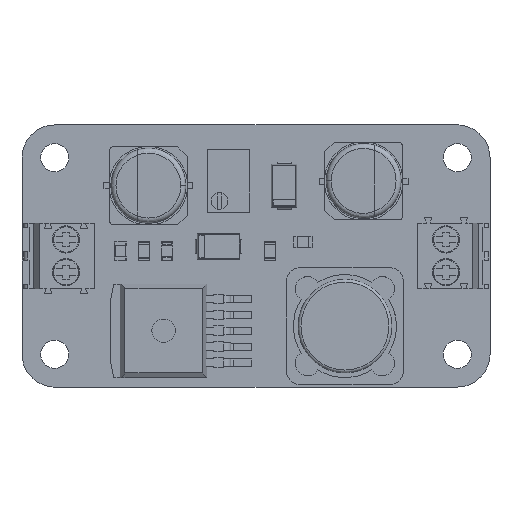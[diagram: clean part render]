
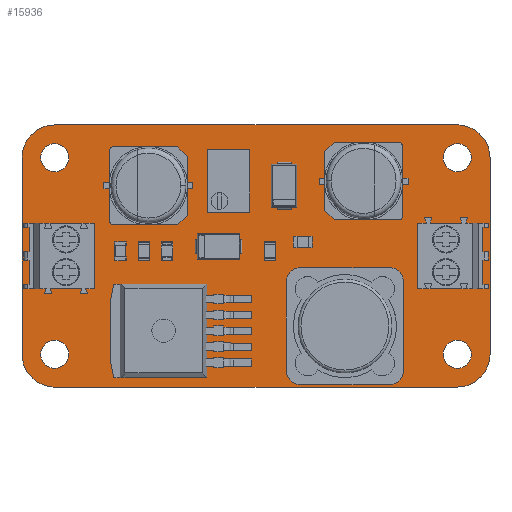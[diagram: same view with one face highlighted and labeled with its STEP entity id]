
A CAD part, top view. The second image highlights one B-rep face of the part: STEP entity #15936.
In plain terms, the highlighted planar face has unit normal (0, 0, 1).
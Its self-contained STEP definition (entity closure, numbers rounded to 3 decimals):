
#15634 = VERTEX_POINT('',#15635);
#15635 = CARTESIAN_POINT('',(160.683,-55.002,1.51));
#15641 = EDGE_CURVE('',#15634,#15642,#15644,.T.);
#15642 = VERTEX_POINT('',#15643);
#15643 = CARTESIAN_POINT('',(164.,-58.5,1.51));
#15644 = CIRCLE('',#15645,3.498);
#15645 = AXIS2_PLACEMENT_3D('',#15646,#15647,#15648);
#15646 = CARTESIAN_POINT('',(160.502,-58.496,1.51));
#15647 = DIRECTION('',(0.,0.,-1.));
#15648 = DIRECTION('',(0.052,0.999,0.));
#15676 = VERTEX_POINT('',#15677);
#15677 = CARTESIAN_POINT('',(160.5,-55.,1.51));
#15683 = EDGE_CURVE('',#15676,#15634,#15684,.T.);
#15684 = LINE('',#15685,#15686);
#15685 = CARTESIAN_POINT('',(160.5,-55.,1.51));
#15686 = VECTOR('',#15687,1.);
#15687 = DIRECTION('',(1.,-0.013,0.));
#15705 = EDGE_CURVE('',#15642,#15706,#15708,.T.);
#15706 = VERTEX_POINT('',#15707);
#15707 = CARTESIAN_POINT('',(164.,-79.5,1.51));
#15708 = LINE('',#15709,#15710);
#15709 = CARTESIAN_POINT('',(164.,-58.5,1.51));
#15710 = VECTOR('',#15711,1.);
#15711 = DIRECTION('',(0.,-1.,0.));
#15936 = ADVANCED_FACE('',(#15937,#16015,#16026,#16037,#16048,#16059,
    #16070,#16081,#16092,#16103,#16114,#16125),#16136,.T.);
#15937 = FACE_BOUND('',#15938,.T.);
#15938 = EDGE_LOOP('',(#15939,#15940,#15941,#15949,#15958,#15966,#15974,
    #15983,#15991,#15999,#16008,#16014));
#15939 = ORIENTED_EDGE('',*,*,#15641,.F.);
#15940 = ORIENTED_EDGE('',*,*,#15683,.F.);
#15941 = ORIENTED_EDGE('',*,*,#15942,.F.);
#15942 = EDGE_CURVE('',#15943,#15676,#15945,.T.);
#15943 = VERTEX_POINT('',#15944);
#15944 = CARTESIAN_POINT('',(117.5,-55.,1.51));
#15945 = LINE('',#15946,#15947);
#15946 = CARTESIAN_POINT('',(117.5,-55.,1.51));
#15947 = VECTOR('',#15948,1.);
#15948 = DIRECTION('',(1.,0.,0.));
#15949 = ORIENTED_EDGE('',*,*,#15950,.F.);
#15950 = EDGE_CURVE('',#15951,#15943,#15953,.T.);
#15951 = VERTEX_POINT('',#15952);
#15952 = CARTESIAN_POINT('',(114.002,-58.317,1.51));
#15953 = CIRCLE('',#15954,3.498);
#15954 = AXIS2_PLACEMENT_3D('',#15955,#15956,#15957);
#15955 = CARTESIAN_POINT('',(117.496,-58.498,1.51));
#15956 = DIRECTION('',(0.,0.,-1.));
#15957 = DIRECTION('',(-0.999,0.052,0.));
#15958 = ORIENTED_EDGE('',*,*,#15959,.F.);
#15959 = EDGE_CURVE('',#15960,#15951,#15962,.T.);
#15960 = VERTEX_POINT('',#15961);
#15961 = CARTESIAN_POINT('',(114.,-58.5,1.51));
#15962 = LINE('',#15963,#15964);
#15963 = CARTESIAN_POINT('',(114.,-58.5,1.51));
#15964 = VECTOR('',#15965,1.);
#15965 = DIRECTION('',(0.013,1.,0.));
#15966 = ORIENTED_EDGE('',*,*,#15967,.F.);
#15967 = EDGE_CURVE('',#15968,#15960,#15970,.T.);
#15968 = VERTEX_POINT('',#15969);
#15969 = CARTESIAN_POINT('',(114.,-79.5,1.51));
#15970 = LINE('',#15971,#15972);
#15971 = CARTESIAN_POINT('',(114.,-79.5,1.51));
#15972 = VECTOR('',#15973,1.);
#15973 = DIRECTION('',(0.,1.,0.));
#15974 = ORIENTED_EDGE('',*,*,#15975,.F.);
#15975 = EDGE_CURVE('',#15976,#15968,#15978,.T.);
#15976 = VERTEX_POINT('',#15977);
#15977 = CARTESIAN_POINT('',(117.317,-82.998,1.51));
#15978 = CIRCLE('',#15979,3.498);
#15979 = AXIS2_PLACEMENT_3D('',#15980,#15981,#15982);
#15980 = CARTESIAN_POINT('',(117.498,-79.504,1.51));
#15981 = DIRECTION('',(0.,0.,-1.));
#15982 = DIRECTION('',(-0.052,-0.999,-0.));
#15983 = ORIENTED_EDGE('',*,*,#15984,.F.);
#15984 = EDGE_CURVE('',#15985,#15976,#15987,.T.);
#15985 = VERTEX_POINT('',#15986);
#15986 = CARTESIAN_POINT('',(117.5,-83.,1.51));
#15987 = LINE('',#15988,#15989);
#15988 = CARTESIAN_POINT('',(117.5,-83.,1.51));
#15989 = VECTOR('',#15990,1.);
#15990 = DIRECTION('',(-1.,0.013,0.));
#15991 = ORIENTED_EDGE('',*,*,#15992,.F.);
#15992 = EDGE_CURVE('',#15993,#15985,#15995,.T.);
#15993 = VERTEX_POINT('',#15994);
#15994 = CARTESIAN_POINT('',(160.5,-83.,1.51));
#15995 = LINE('',#15996,#15997);
#15996 = CARTESIAN_POINT('',(160.5,-83.,1.51));
#15997 = VECTOR('',#15998,1.);
#15998 = DIRECTION('',(-1.,0.,0.));
#15999 = ORIENTED_EDGE('',*,*,#16000,.F.);
#16000 = EDGE_CURVE('',#16001,#15993,#16003,.T.);
#16001 = VERTEX_POINT('',#16002);
#16002 = CARTESIAN_POINT('',(163.998,-79.683,1.51));
#16003 = CIRCLE('',#16004,3.498);
#16004 = AXIS2_PLACEMENT_3D('',#16005,#16006,#16007);
#16005 = CARTESIAN_POINT('',(160.504,-79.502,1.51));
#16006 = DIRECTION('',(0.,0.,-1.));
#16007 = DIRECTION('',(0.999,-0.052,0.));
#16008 = ORIENTED_EDGE('',*,*,#16009,.F.);
#16009 = EDGE_CURVE('',#15706,#16001,#16010,.T.);
#16010 = LINE('',#16011,#16012);
#16011 = CARTESIAN_POINT('',(164.,-79.5,1.51));
#16012 = VECTOR('',#16013,1.);
#16013 = DIRECTION('',(-0.013,-1.,0.));
#16014 = ORIENTED_EDGE('',*,*,#15705,.F.);
#16015 = FACE_BOUND('',#16016,.T.);
#16016 = EDGE_LOOP('',(#16017));
#16017 = ORIENTED_EDGE('',*,*,#16018,.T.);
#16018 = EDGE_CURVE('',#16019,#16019,#16021,.T.);
#16019 = VERTEX_POINT('',#16020);
#16020 = CARTESIAN_POINT('',(117.5,-81.,1.51));
#16021 = CIRCLE('',#16022,1.5);
#16022 = AXIS2_PLACEMENT_3D('',#16023,#16024,#16025);
#16023 = CARTESIAN_POINT('',(117.5,-79.5,1.51));
#16024 = DIRECTION('',(-0.,0.,-1.));
#16025 = DIRECTION('',(-0.,-1.,0.));
#16026 = FACE_BOUND('',#16027,.T.);
#16027 = EDGE_LOOP('',(#16028));
#16028 = ORIENTED_EDGE('',*,*,#16029,.T.);
#16029 = EDGE_CURVE('',#16030,#16030,#16032,.T.);
#16030 = VERTEX_POINT('',#16031);
#16031 = CARTESIAN_POINT('',(118.7,-71.35,1.51));
#16032 = CIRCLE('',#16033,0.6);
#16033 = AXIS2_PLACEMENT_3D('',#16034,#16035,#16036);
#16034 = CARTESIAN_POINT('',(118.7,-70.75,1.51));
#16035 = DIRECTION('',(-0.,0.,-1.));
#16036 = DIRECTION('',(0.,-1.,-0.));
#16037 = FACE_BOUND('',#16038,.T.);
#16038 = EDGE_LOOP('',(#16039));
#16039 = ORIENTED_EDGE('',*,*,#16040,.T.);
#16040 = EDGE_CURVE('',#16041,#16041,#16043,.T.);
#16041 = VERTEX_POINT('',#16042);
#16042 = CARTESIAN_POINT('',(160.5,-81.,1.51));
#16043 = CIRCLE('',#16044,1.5);
#16044 = AXIS2_PLACEMENT_3D('',#16045,#16046,#16047);
#16045 = CARTESIAN_POINT('',(160.5,-79.5,1.51));
#16046 = DIRECTION('',(-0.,0.,-1.));
#16047 = DIRECTION('',(-0.,-1.,0.));
#16048 = FACE_BOUND('',#16049,.T.);
#16049 = EDGE_LOOP('',(#16050));
#16050 = ORIENTED_EDGE('',*,*,#16051,.T.);
#16051 = EDGE_CURVE('',#16052,#16052,#16054,.T.);
#16052 = VERTEX_POINT('',#16053);
#16053 = CARTESIAN_POINT('',(159.3,-71.35,1.51));
#16054 = CIRCLE('',#16055,0.6);
#16055 = AXIS2_PLACEMENT_3D('',#16056,#16057,#16058);
#16056 = CARTESIAN_POINT('',(159.3,-70.75,1.51));
#16057 = DIRECTION('',(-0.,0.,-1.));
#16058 = DIRECTION('',(-0.,-1.,0.));
#16059 = FACE_BOUND('',#16060,.T.);
#16060 = EDGE_LOOP('',(#16061));
#16061 = ORIENTED_EDGE('',*,*,#16062,.T.);
#16062 = EDGE_CURVE('',#16063,#16063,#16065,.T.);
#16063 = VERTEX_POINT('',#16064);
#16064 = CARTESIAN_POINT('',(118.7,-67.85,1.51));
#16065 = CIRCLE('',#16066,0.6);
#16066 = AXIS2_PLACEMENT_3D('',#16067,#16068,#16069);
#16067 = CARTESIAN_POINT('',(118.7,-67.25,1.51));
#16068 = DIRECTION('',(-0.,0.,-1.));
#16069 = DIRECTION('',(0.,-1.,-0.));
#16070 = FACE_BOUND('',#16071,.T.);
#16071 = EDGE_LOOP('',(#16072));
#16072 = ORIENTED_EDGE('',*,*,#16073,.T.);
#16073 = EDGE_CURVE('',#16074,#16074,#16076,.T.);
#16074 = VERTEX_POINT('',#16075);
#16075 = CARTESIAN_POINT('',(136.075,-63.925,1.51));
#16076 = CIRCLE('',#16077,0.4);
#16077 = AXIS2_PLACEMENT_3D('',#16078,#16079,#16080);
#16078 = CARTESIAN_POINT('',(136.075,-63.525,1.51));
#16079 = DIRECTION('',(-0.,0.,-1.));
#16080 = DIRECTION('',(-0.,-1.,0.));
#16081 = FACE_BOUND('',#16082,.T.);
#16082 = EDGE_LOOP('',(#16083));
#16083 = ORIENTED_EDGE('',*,*,#16084,.T.);
#16084 = EDGE_CURVE('',#16085,#16085,#16087,.T.);
#16085 = VERTEX_POINT('',#16086);
#16086 = CARTESIAN_POINT('',(117.5,-60.,1.51));
#16087 = CIRCLE('',#16088,1.5);
#16088 = AXIS2_PLACEMENT_3D('',#16089,#16090,#16091);
#16089 = CARTESIAN_POINT('',(117.5,-58.5,1.51));
#16090 = DIRECTION('',(-0.,0.,-1.));
#16091 = DIRECTION('',(-0.,-1.,0.));
#16092 = FACE_BOUND('',#16093,.T.);
#16093 = EDGE_LOOP('',(#16094));
#16094 = ORIENTED_EDGE('',*,*,#16095,.T.);
#16095 = EDGE_CURVE('',#16096,#16096,#16098,.T.);
#16096 = VERTEX_POINT('',#16097);
#16097 = CARTESIAN_POINT('',(136.075,-61.385,1.51));
#16098 = CIRCLE('',#16099,0.4);
#16099 = AXIS2_PLACEMENT_3D('',#16100,#16101,#16102);
#16100 = CARTESIAN_POINT('',(136.075,-60.985,1.51));
#16101 = DIRECTION('',(-0.,0.,-1.));
#16102 = DIRECTION('',(-0.,-1.,0.));
#16103 = FACE_BOUND('',#16104,.T.);
#16104 = EDGE_LOOP('',(#16105));
#16105 = ORIENTED_EDGE('',*,*,#16106,.T.);
#16106 = EDGE_CURVE('',#16107,#16107,#16109,.T.);
#16107 = VERTEX_POINT('',#16108);
#16108 = CARTESIAN_POINT('',(136.075,-58.845,1.51));
#16109 = CIRCLE('',#16110,0.4);
#16110 = AXIS2_PLACEMENT_3D('',#16111,#16112,#16113);
#16111 = CARTESIAN_POINT('',(136.075,-58.445,1.51));
#16112 = DIRECTION('',(-0.,0.,-1.));
#16113 = DIRECTION('',(-0.,-1.,0.));
#16114 = FACE_BOUND('',#16115,.T.);
#16115 = EDGE_LOOP('',(#16116));
#16116 = ORIENTED_EDGE('',*,*,#16117,.T.);
#16117 = EDGE_CURVE('',#16118,#16118,#16120,.T.);
#16118 = VERTEX_POINT('',#16119);
#16119 = CARTESIAN_POINT('',(159.3,-67.85,1.51));
#16120 = CIRCLE('',#16121,0.6);
#16121 = AXIS2_PLACEMENT_3D('',#16122,#16123,#16124);
#16122 = CARTESIAN_POINT('',(159.3,-67.25,1.51));
#16123 = DIRECTION('',(-0.,0.,-1.));
#16124 = DIRECTION('',(-0.,-1.,0.));
#16125 = FACE_BOUND('',#16126,.T.);
#16126 = EDGE_LOOP('',(#16127));
#16127 = ORIENTED_EDGE('',*,*,#16128,.T.);
#16128 = EDGE_CURVE('',#16129,#16129,#16131,.T.);
#16129 = VERTEX_POINT('',#16130);
#16130 = CARTESIAN_POINT('',(160.5,-60.,1.51));
#16131 = CIRCLE('',#16132,1.5);
#16132 = AXIS2_PLACEMENT_3D('',#16133,#16134,#16135);
#16133 = CARTESIAN_POINT('',(160.5,-58.5,1.51));
#16134 = DIRECTION('',(-0.,0.,-1.));
#16135 = DIRECTION('',(-0.,-1.,0.));
#16136 = PLANE('',#16137);
#16137 = AXIS2_PLACEMENT_3D('',#16138,#16139,#16140);
#16138 = CARTESIAN_POINT('',(0.,0.,1.51));
#16139 = DIRECTION('',(0.,0.,1.));
#16140 = DIRECTION('',(1.,0.,-0.));
